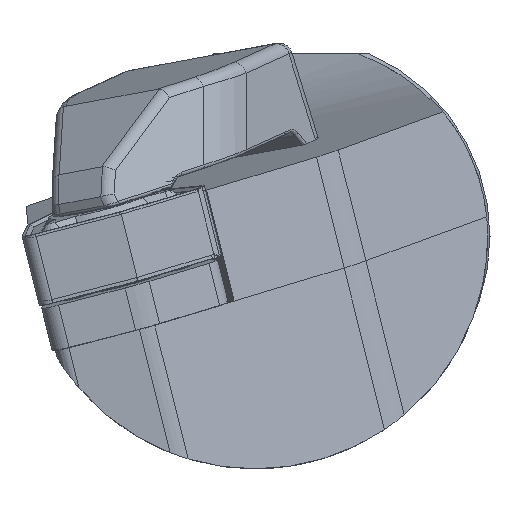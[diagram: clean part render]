
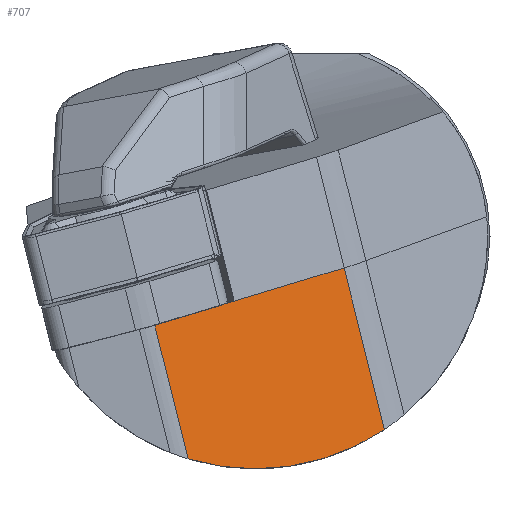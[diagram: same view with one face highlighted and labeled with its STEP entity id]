
A CAD part, left-side view. The second image highlights one B-rep face of the part: STEP entity #707.
In plain terms, the highlighted planar face has unit normal (-0.902, -0.431, 0.01).
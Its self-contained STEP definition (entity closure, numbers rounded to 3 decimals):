
#606=ELLIPSE('',#3393,16.236,14.65);
#707=ADVANCED_FACE('',(#953),#876,.F.);
#876=PLANE('',#3394);
#953=FACE_OUTER_BOUND('',#1107,.T.);
#1107=EDGE_LOOP('',(#1768,#1769,#1770,#1771,#1772,#1773));
#1285=LINE('',#4533,#1505);
#1309=LINE('',#4622,#1529);
#1311=LINE('',#4631,#1531);
#1312=LINE('',#4632,#1532);
#1313=LINE('',#4634,#1533);
#1505=VECTOR('',#3693,1.);
#1529=VECTOR('',#3739,1.);
#1531=VECTOR('',#3743,1.);
#1532=VECTOR('',#3744,1.);
#1533=VECTOR('',#3745,1.);
#1768=ORIENTED_EDGE('',*,*,#2881,.F.);
#1769=ORIENTED_EDGE('',*,*,#2846,.T.);
#1770=ORIENTED_EDGE('',*,*,#2882,.T.);
#1771=ORIENTED_EDGE('',*,*,#2883,.F.);
#1772=ORIENTED_EDGE('',*,*,#2884,.T.);
#1773=ORIENTED_EDGE('',*,*,#2878,.T.);
#2573=VERTEX_POINT('',#4531);
#2575=VERTEX_POINT('',#4534);
#2599=VERTEX_POINT('',#4620);
#2601=VERTEX_POINT('',#4623);
#2603=VERTEX_POINT('',#4633);
#2604=VERTEX_POINT('',#4635);
#2846=EDGE_CURVE('',#2575,#2573,#1285,.T.);
#2878=EDGE_CURVE('',#2601,#2599,#1309,.T.);
#2881=EDGE_CURVE('',#2575,#2599,#1311,.T.);
#2882=EDGE_CURVE('',#2573,#2603,#1312,.T.);
#2883=EDGE_CURVE('',#2604,#2603,#1313,.T.);
#2884=EDGE_CURVE('',#2604,#2601,#606,.T.);
#3393=AXIS2_PLACEMENT_3D('',#4636,#3746,#3747);
#3394=AXIS2_PLACEMENT_3D('',#4637,#3748,#3749);
#3693=DIRECTION('',(-0.418,0.87,-0.262));
#3739=DIRECTION('',(-0.105,0.241,0.965));
#3743=DIRECTION('',(0.418,-0.87,0.262));
#3744=DIRECTION('',(-0.418,0.87,-0.262));
#3745=DIRECTION('',(-0.105,0.241,0.965));
#3746=DIRECTION('',(-0.902,-0.431,0.01));
#3747=DIRECTION('',(-0.431,0.902,-0.02));
#3748=DIRECTION('',(0.902,0.431,-0.01));
#3749=DIRECTION('',(0.431,-0.902,0.));
#4531=CARTESIAN_POINT('',(-176.521,9.017,56.712));
#4533=CARTESIAN_POINT('',(-172.954,1.601,58.948));
#4534=CARTESIAN_POINT('',(-176.288,8.533,56.858));
#4620=CARTESIAN_POINT('',(-172.954,1.601,58.948));
#4622=CARTESIAN_POINT('',(-208.785,84.074,389.726));
#4623=CARTESIAN_POINT('',(-171.85,-0.94,48.756));
#4631=CARTESIAN_POINT('',(-172.954,1.601,58.948));
#4632=CARTESIAN_POINT('',(-172.954,1.601,58.948));
#4633=CARTESIAN_POINT('',(-178.698,13.545,55.348));
#4634=CARTESIAN_POINT('',(-214.528,96.017,386.126));
#4635=CARTESIAN_POINT('',(-177.783,11.44,46.905));
#4636=CARTESIAN_POINT('',(-175.612,7.209,60.931));
#4637=CARTESIAN_POINT('',(-208.785,84.074,389.726));
